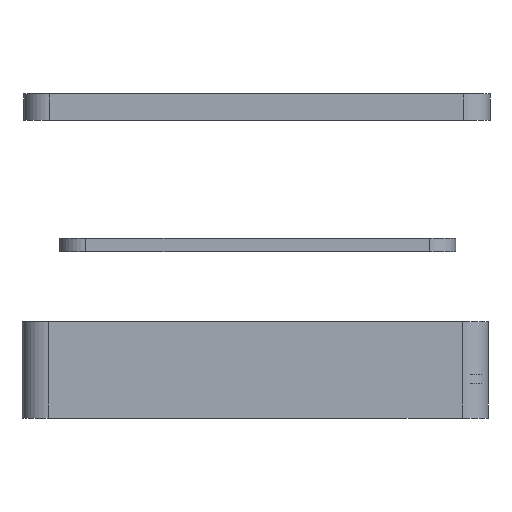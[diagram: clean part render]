
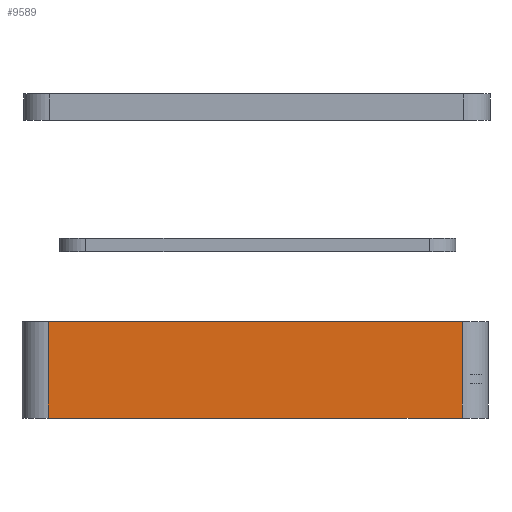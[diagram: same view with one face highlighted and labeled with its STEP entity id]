
A CAD part, left-side view. The second image highlights one B-rep face of the part: STEP entity #9589.
In plain terms, the highlighted planar face has unit normal (-1, 0, 0).
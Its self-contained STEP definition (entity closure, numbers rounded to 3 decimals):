
#9113=CARTESIAN_POINT('',(258.25,22.95,-19.));
#9114=VERTEX_POINT('',#9113);
#9122=CARTESIAN_POINT('',(258.25,70.193,-19.));
#9123=VERTEX_POINT('',#9122);
#9124=CARTESIAN_POINT('',(258.25,22.95,-19.));
#9125=DIRECTION('',(0.,1.,0.));
#9126=VECTOR('',#9125,47.244);
#9127=LINE('',#9124,#9126);
#9128=EDGE_CURVE('',#9114,#9123,#9127,.T.);
#9559=CARTESIAN_POINT('',(258.25,21.95,-12.));
#9560=DIRECTION('',(-1.,0.,0.));
#9561=DIRECTION('',(0.,0.,1.));
#9562=AXIS2_PLACEMENT_3D('',#9559,#9560,#9561);
#9563=PLANE('',#9562);
#9564=ORIENTED_EDGE('',*,*,#9128,.F.);
#9565=CARTESIAN_POINT('',(258.25,22.95,-8.));
#9566=VERTEX_POINT('',#9565);
#9567=CARTESIAN_POINT('',(258.25,22.95,-19.));
#9568=DIRECTION('',(-0.,-0.,1.));
#9569=VECTOR('',#9568,11.);
#9570=LINE('',#9567,#9569);
#9571=EDGE_CURVE('',#9114,#9566,#9570,.T.);
#9572=ORIENTED_EDGE('',*,*,#9571,.T.);
#9573=CARTESIAN_POINT('',(258.25,70.193,-8.));
#9574=VERTEX_POINT('',#9573);
#9575=CARTESIAN_POINT('',(258.25,22.95,-8.));
#9576=DIRECTION('',(0.,1.,0.));
#9577=VECTOR('',#9576,47.244);
#9578=LINE('',#9575,#9577);
#9579=EDGE_CURVE('',#9566,#9574,#9578,.T.);
#9580=ORIENTED_EDGE('',*,*,#9579,.T.);
#9581=CARTESIAN_POINT('',(258.25,70.193,-8.));
#9582=DIRECTION('',(0.,0.,-1.));
#9583=VECTOR('',#9582,11.);
#9584=LINE('',#9581,#9583);
#9585=EDGE_CURVE('',#9574,#9123,#9584,.T.);
#9586=ORIENTED_EDGE('',*,*,#9585,.T.);
#9587=EDGE_LOOP('',(#9564,#9572,#9580,#9586));
#9588=FACE_BOUND('',#9587,.T.);
#9589=ADVANCED_FACE('',(#9588),#9563,.T.);
